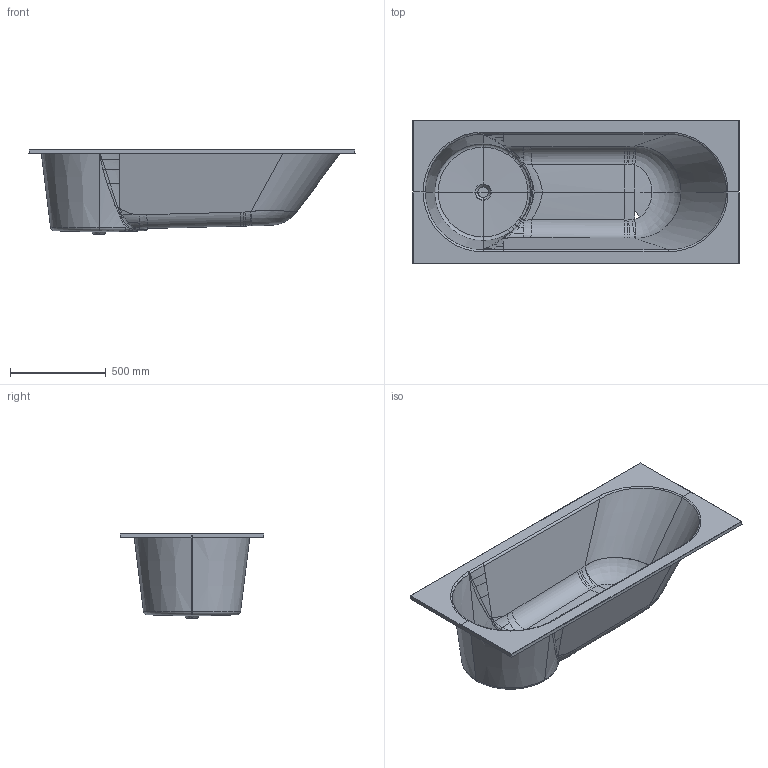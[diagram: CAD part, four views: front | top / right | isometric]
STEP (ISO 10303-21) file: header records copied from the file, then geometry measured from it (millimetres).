
FILE_DESCRIPTION((''),'2;1');
FILE_NAME('UBQ170LIB2V_LIBRA','2022-06-29T16:55:21',('hegemanc'),('Villeroy & Boch Wellness bv'),'CREO PARAMETRIC BY PTC INC, 2020454','CREO PARAMETRIC BY PTC INC, 2020454','');
FILE_SCHEMA(('CONFIG_CONTROL_DESIGN'));
Length unit declared in the file: millimetre
Products named in the file (1): UBQ170LIB2V_LIBRA
Bounding box: 1700 x 750 x 441 mm (x, y, z)
Surface area: 2509661 mm2 (no closed solid volume)
Topology: 0 solids, 2 shells, 156 faces, 463 edges, 284 vertices
Faces by surface type: bspline 94, cone 20, cylinder 14, torus 14, plane 12, sphere 2
Entity records: 12845 total; most frequent: CARTESIAN_POINT 9674, ORIENTED_EDGE 716, EDGE_CURVE 444, DIRECTION 372, VERTEX_POINT 284, B_SPLINE_CURVE_WITH_KNOTS 266, EDGE_LOOP 156, FACE_OUTER_BOUND 156
